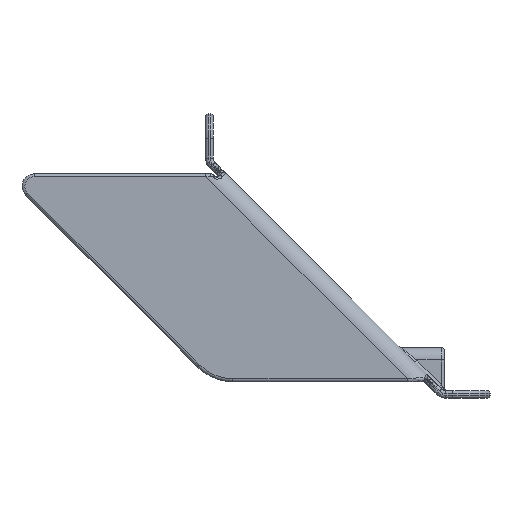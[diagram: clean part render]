
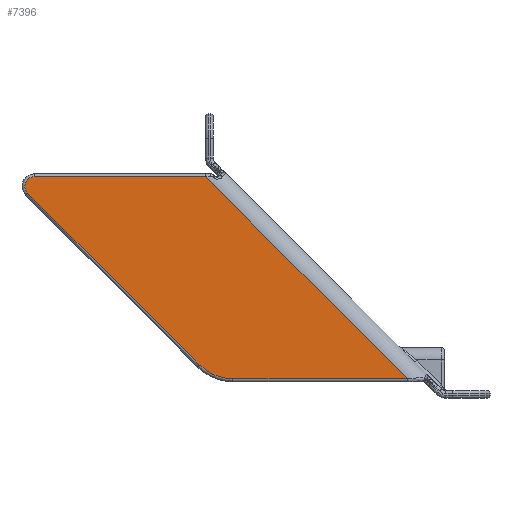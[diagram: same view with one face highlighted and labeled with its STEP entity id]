
A CAD part, left-side view. The second image highlights one B-rep face of the part: STEP entity #7396.
In plain terms, the highlighted planar face has unit normal (-1, 0, 0).
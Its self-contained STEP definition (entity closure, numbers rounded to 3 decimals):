
#47 = CARTESIAN_POINT ( 'NONE',  ( -210.185, 14.285, -515.85 ) ) ;
#338 = DIRECTION ( 'NONE',  ( 0., 0., 1. ) ) ;
#772 = CIRCLE ( 'NONE', #9020, 4.85 ) ;
#956 = VERTEX_POINT ( 'NONE', #1889 ) ;
#1048 = CARTESIAN_POINT ( 'NONE',  ( -210.185, 14.285, -515.85 ) ) ;
#1077 = ORIENTED_EDGE ( 'NONE', *, *, #6553, .T. ) ;
#1254 = LINE ( 'NONE', #7316, #6695 ) ;
#1313 = EDGE_CURVE ( 'NONE', #5605, #7527, #772, .T. ) ;
#1499 = DIRECTION ( 'NONE',  ( -1., 0., 0. ) ) ;
#1728 = VERTEX_POINT ( 'NONE', #7407 ) ;
#1781 = CARTESIAN_POINT ( 'NONE',  ( -210.184, -69.926, -611.77 ) ) ;
#1835 = ORIENTED_EDGE ( 'NONE', *, *, #5353, .T. ) ;
#1868 = DIRECTION ( 'NONE',  ( 0., -1., 0. ) ) ;
#1889 = CARTESIAN_POINT ( 'NONE',  ( -210.184, -86.826, -618.77 ) ) ;
#2325 = EDGE_LOOP ( 'NONE', ( #3087, #1077, #6222, #6065, #5189, #1835 ) ) ;
#3087 = ORIENTED_EDGE ( 'NONE', *, *, #7565, .T. ) ;
#3149 = CARTESIAN_POINT ( 'NONE',  ( -210.188, 0., -0.001 ) ) ;
#3871 = EDGE_CURVE ( 'NONE', #1728, #6480, #8166, .T. ) ;
#3952 = AXIS2_PLACEMENT_3D ( 'NONE', #3149, #4581, #338 ) ;
#4048 = DIRECTION ( 'NONE',  ( -1., 0., 0. ) ) ;
#4139 = CIRCLE ( 'NONE', #9214, 23.9 ) ;
#4550 = DIRECTION ( 'NONE',  ( 0., 0.707, 0.707 ) ) ;
#4581 = DIRECTION ( 'NONE',  ( -1., 0., 0. ) ) ;
#5178 = DIRECTION ( 'NONE',  ( 0., -0.707, -0.707 ) ) ;
#5189 = ORIENTED_EDGE ( 'NONE', *, *, #1313, .T. ) ;
#5353 = EDGE_CURVE ( 'NONE', #7527, #5991, #1254, .T. ) ;
#5605 = VERTEX_POINT ( 'NONE', #47 ) ;
#5764 = DIRECTION ( 'NONE',  ( 0., 0., 1. ) ) ;
#5837 = LINE ( 'NONE', #6126, #9169 ) ;
#5988 = PLANE ( 'NONE',  #3952 ) ;
#5991 = VERTEX_POINT ( 'NONE', #1781 ) ;
#6065 = ORIENTED_EDGE ( 'NONE', *, *, #7923, .T. ) ;
#6126 = CARTESIAN_POINT ( 'NONE',  ( -210.184, -177.315, -618.77 ) ) ;
#6222 = ORIENTED_EDGE ( 'NONE', *, *, #3871, .T. ) ;
#6478 = CARTESIAN_POINT ( 'NONE',  ( -210.185, 14.285, -520.7 ) ) ;
#6480 = VERTEX_POINT ( 'NONE', #7429 ) ;
#6553 = EDGE_CURVE ( 'NONE', #956, #1728, #5837, .T. ) ;
#6695 = VECTOR ( 'NONE', #5178, 1000. ) ;
#6912 = VECTOR ( 'NONE', #7440, 1000. ) ;
#7142 = LINE ( 'NONE', #1048, #6912 ) ;
#7316 = CARTESIAN_POINT ( 'NONE',  ( -210.184, -69.926, -611.77 ) ) ;
#7396 = ADVANCED_FACE ( 'NONE', ( #8815 ), #5988, .T. ) ;
#7407 = CARTESIAN_POINT ( 'NONE',  ( -210.184, -175.815, -618.77 ) ) ;
#7429 = CARTESIAN_POINT ( 'NONE',  ( -210.185, -72.895, -515.85 ) ) ;
#7440 = DIRECTION ( 'NONE',  ( 0., 1., 0. ) ) ;
#7527 = VERTEX_POINT ( 'NONE', #8247 ) ;
#7565 = EDGE_CURVE ( 'NONE', #5991, #956, #4139, .T. ) ;
#7923 = EDGE_CURVE ( 'NONE', #6480, #5605, #7142, .T. ) ;
#8095 = CARTESIAN_POINT ( 'NONE',  ( -210.187, 221.477, -221.478 ) ) ;
#8166 = LINE ( 'NONE', #8095, #8381 ) ;
#8247 = CARTESIAN_POINT ( 'NONE',  ( -210.185, 17.714, -524.129 ) ) ;
#8309 = CARTESIAN_POINT ( 'NONE',  ( -210.184, -86.826, -594.87 ) ) ;
#8381 = VECTOR ( 'NONE', #4550, 1000. ) ;
#8815 = FACE_OUTER_BOUND ( 'NONE', #2325, .T. ) ;
#9020 = AXIS2_PLACEMENT_3D ( 'NONE', #6478, #1499, #5764 ) ;
#9034 = DIRECTION ( 'NONE',  ( 0., 0., 1. ) ) ;
#9169 = VECTOR ( 'NONE', #1868, 1000. ) ;
#9214 = AXIS2_PLACEMENT_3D ( 'NONE', #8309, #4048, #9034 ) ;
